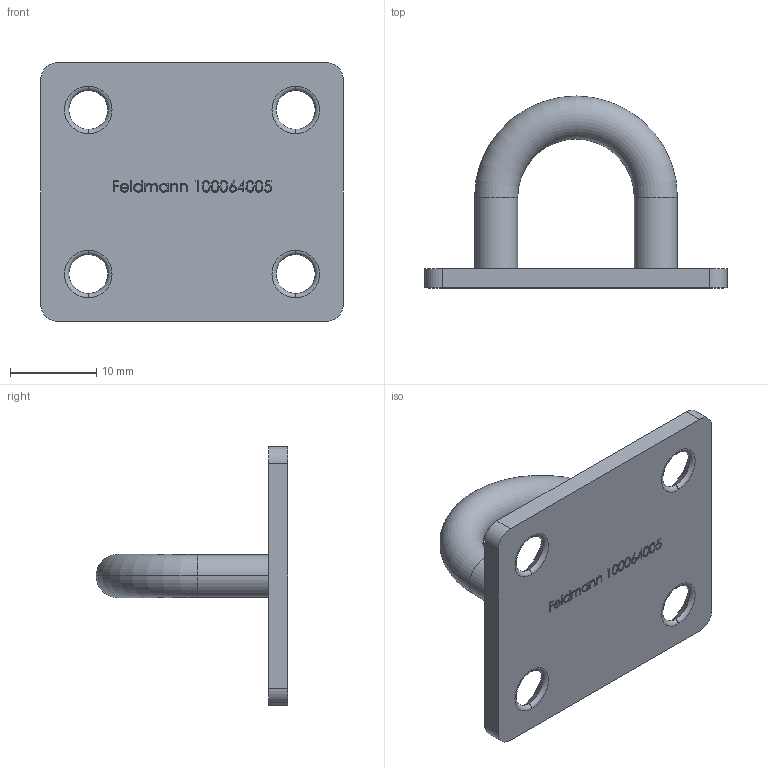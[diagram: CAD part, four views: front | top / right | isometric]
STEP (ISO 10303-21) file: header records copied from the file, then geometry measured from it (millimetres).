
FILE_DESCRIPTION (( 'STEP AP203' ), '1' );
FILE_NAME ('100064005.STEP', '2017-10-28T10:59:35', ( '' ), ( '' ), 'SwSTEP 2.0', 'SolidWorks 2015', '' );
FILE_SCHEMA (( 'CONFIG_CONTROL_DESIGN' ));
Length unit declared in the file: millimetre
Products named in the file (1): 100064005
Bounding box: 35 x 22.2 x 30 mm (x, y, z)
Volume: 2944.2 mm3; surface area: 3001.4 mm2
Topology: 1 solids, 1 shells, 251 faces, 654 edges, 432 vertices
Faces by surface type: plane 115, bspline 110, torus 10, cone 8, cylinder 8
Entity records: 14543 total; most frequent: CARTESIAN_POINT 8992, ORIENTED_EDGE 1308, DIRECTION 768, EDGE_CURVE 654, VERTEX_POINT 432, VECTOR 384, LINE 384, EDGE_LOOP 288
